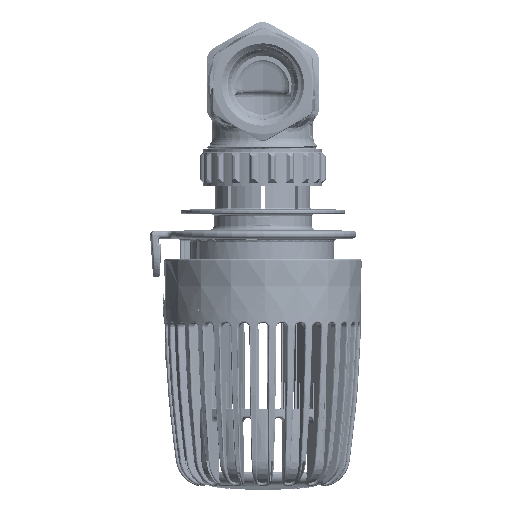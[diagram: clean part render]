
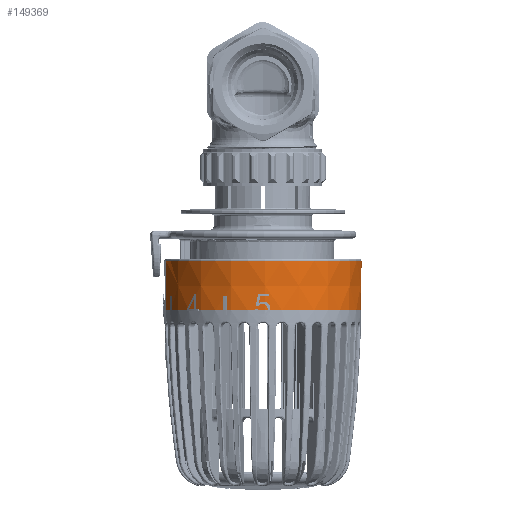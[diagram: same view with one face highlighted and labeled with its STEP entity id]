
A CAD part, front view. The second image highlights one B-rep face of the part: STEP entity #149369.
In plain terms, the highlighted conical face has half-angle 0.5 degrees and reference radius 26.442 mm.
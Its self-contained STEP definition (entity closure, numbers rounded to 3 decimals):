
#102714=CARTESIAN_POINT('',(0.,0.,-60.4));
#102715=DIRECTION('',(0.,0.,-1.));
#102716=DIRECTION('',(0.981,0.195,0.));
#102717=AXIS2_PLACEMENT_3D('',#102714,#102715,#102716);
#102719=DIRECTION('',(0.009,0.002,1.));
#102720=VECTOR('',#102719,13.301);
#102721=CARTESIAN_POINT('',(25.877,5.147,-60.4));
#102722=LINE('',#102721,#102720);
#102723=DIRECTION('',(-0.009,-0.002,1.));
#102724=VECTOR('',#102723,13.301);
#102725=CARTESIAN_POINT('',(-25.877,-5.147,-60.4));
#102726=LINE('',#102725,#102724);
#102737=CARTESIAN_POINT('',(0.,0.,-47.1));
#102738=DIRECTION('',(0.,0.,-1.));
#102739=DIRECTION('',(0.981,0.195,0.));
#102740=AXIS2_PLACEMENT_3D('',#102737,#102738,#102739);
#132780=CARTESIAN_POINT('',(25.877,5.147,-60.4));
#132781=CARTESIAN_POINT('',(25.991,5.17,-47.1));
#132782=VERTEX_POINT('',#132780);
#132783=VERTEX_POINT('',#132781);
#132784=CARTESIAN_POINT('',(-25.877,-5.147,-60.4));
#132785=CARTESIAN_POINT('',(-25.991,-5.17,-47.1));
#132786=VERTEX_POINT('',#132784);
#132787=VERTEX_POINT('',#132785);
#149355=CARTESIAN_POINT('',(0.,0.,-53.75));
#149356=DIRECTION('',(0.,0.,1.));
#149357=DIRECTION('',(0.981,0.195,0.));
#149358=AXIS2_PLACEMENT_3D('',#149355,#149356,#149357);
#149359=CONICAL_SURFACE('',#149358,26.442,0.5);
#149361=ORIENTED_EDGE('',*,*,#149360,.F.);
#149362=ORIENTED_EDGE('',*,*,#149170,.T.);
#149364=ORIENTED_EDGE('',*,*,#149363,.T.);
#149366=ORIENTED_EDGE('',*,*,#149365,.F.);
#149367=EDGE_LOOP('',(#149361,#149362,#149364,#149366));
#149368=FACE_OUTER_BOUND('',#149367,.F.);
#149369=ADVANCED_FACE('',(#149368),#149359,.T.);
#102718=CIRCLE('',#102717,26.384);
#102741=CIRCLE('',#102740,26.5);
#149170=EDGE_CURVE('',#132782,#132786,#102718,.T.);
#149360=EDGE_CURVE('',#132782,#132783,#102722,.T.);
#149363=EDGE_CURVE('',#132786,#132787,#102726,.T.);
#149365=EDGE_CURVE('',#132783,#132787,#102741,.T.);
